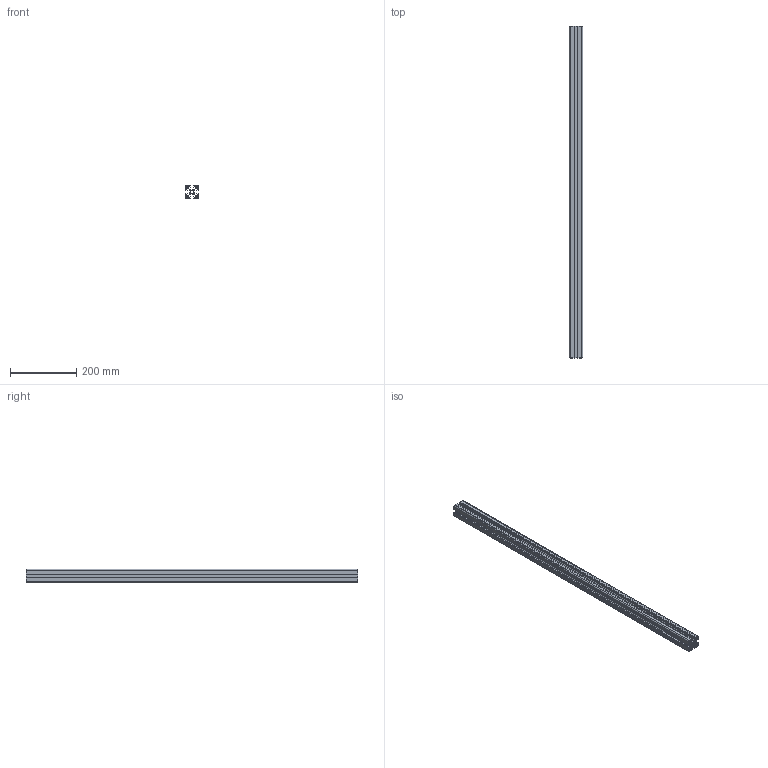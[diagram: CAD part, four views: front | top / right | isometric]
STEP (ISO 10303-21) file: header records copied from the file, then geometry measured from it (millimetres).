
FILE_DESCRIPTION(('STEP AP203'),'1');
FILE_NAME('BASE10B0047.stp','2023-10-13T08:49:25',(' '),(' '),'Spatial InterOp 3D',' ',' ');
FILE_SCHEMA(('CONFIG_CONTROL_DESIGN'));
Length unit declared in the file: millimetre
Products named in the file (1): Profilé 10 40x40 léger
Bounding box: 40 x 1000 x 40 mm (x, y, z)
Volume: 555783.7 mm3; surface area: 515702.5 mm2
Topology: 1 solids, 1 shells, 134 faces, 396 edges, 264 vertices
Faces by surface type: plane 110, cylinder 24
Entity records: 4570 total; most frequent: CARTESIAN_POINT 795, ORIENTED_EDGE 792, DIRECTION 714, EDGE_CURVE 396, LINE 348, VECTOR 348, VERTEX_POINT 264, AXIS2_PLACEMENT_3D 183
